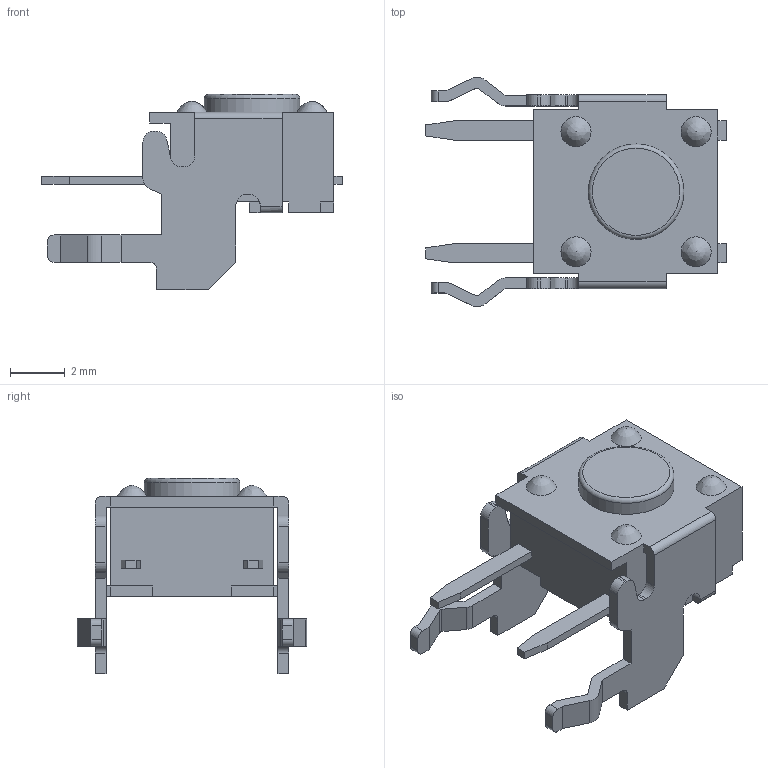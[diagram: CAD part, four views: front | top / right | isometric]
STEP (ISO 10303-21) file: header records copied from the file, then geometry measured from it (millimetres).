
FILE_DESCRIPTION((' '),'2;1');
FILE_NAME('TL1105WFxxxx.stp','2017-07-20T16:06:46',(' '),(' '),' ','ACIS',' ');
FILE_SCHEMA(('CONFIG_CONTROL_DESIGN'));
Length unit declared in the file: inch
Products named in the file (1): TL1105WFxxxx.stp
Bounding box: 11 x 8.4 x 7.15 mm (x, y, z)
Volume: 130.9 mm3; surface area: 493.5 mm2
Topology: 1 solids, 2 shells, 260 faces, 736 edges, 485 vertices
Faces by surface type: plane 174, cylinder 73, bspline 5, torus 5, sphere 2, cone 1
Full cylindrical faces by diameter (mm): 3.5 x2, 5 x1
Entity records: 8532 total; most frequent: CARTESIAN_POINT 1772, ORIENTED_EDGE 1406, DIRECTION 1334, EDGE_CURVE 703, VECTOR 540, LINE 540, VERTEX_POINT 467, AXIS2_PLACEMENT_3D 397
